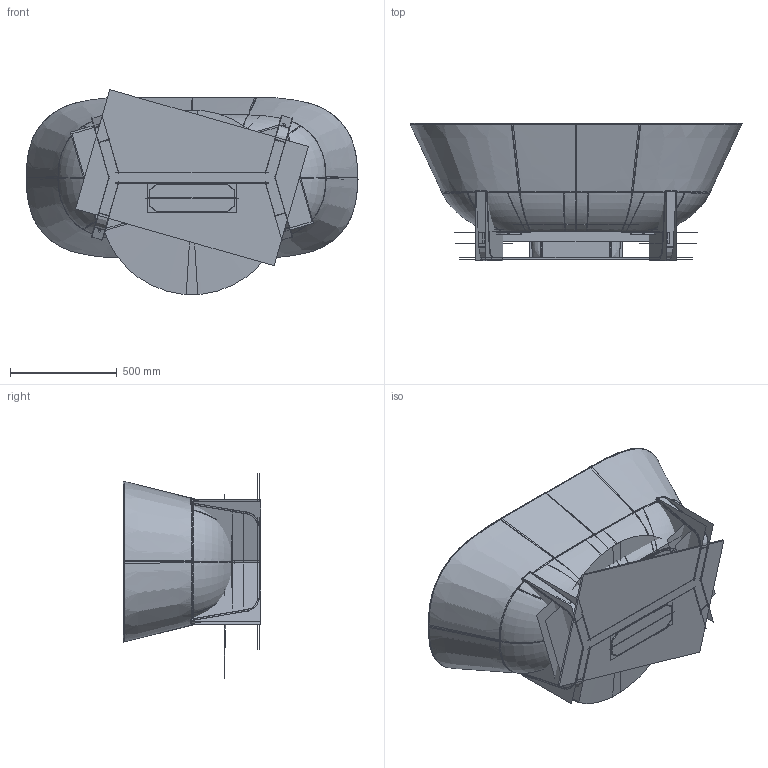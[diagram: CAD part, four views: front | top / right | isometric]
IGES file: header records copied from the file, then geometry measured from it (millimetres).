
Start section:  PTC IGES file: antheus-155x75-met frame-en-bakje.igs
Global section: file name: antheus-155x75-met frame-en-bakje.igs; native system: Creo Parametric by PTC Inc.; preprocessor: 2016260; author: nieboerk; organization: Unknown; date: 20170411.095926; units: millimetre
Bounding box: 1552.61 x 641.08 x 958.38 mm (x, y, z)
Volume: 68221021.8 mm3; surface area: 61398136.1 mm2
Topology: 11 solids, 11 shells, 1230 faces, 7626 edges, 10776 vertices
Faces by surface type: bspline 666, revolution 564
